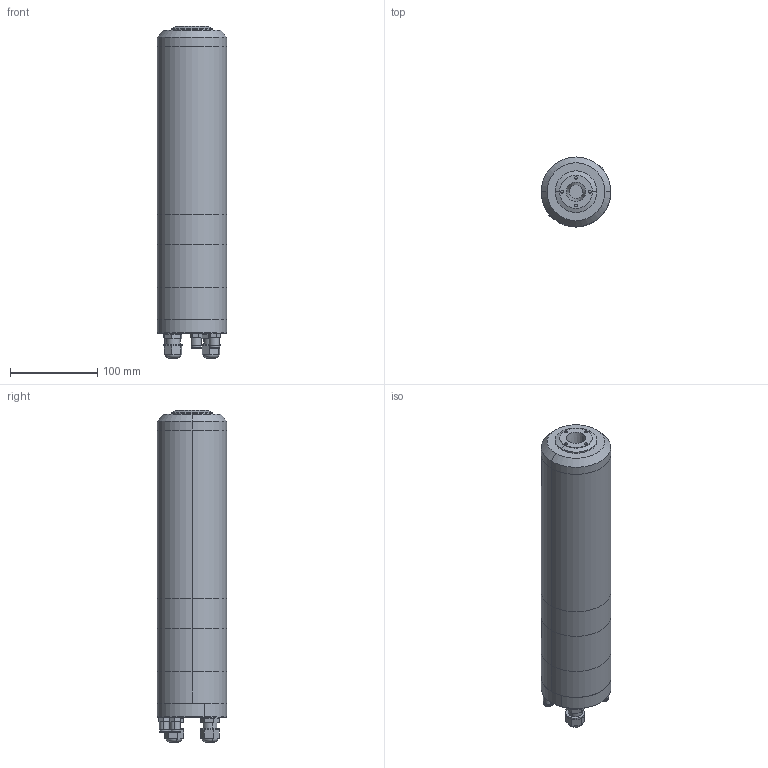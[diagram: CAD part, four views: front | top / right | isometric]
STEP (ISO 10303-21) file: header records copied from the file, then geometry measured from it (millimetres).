
FILE_DESCRIPTION (( 'STEP AP214' ), '1' );
FILE_NAME ('GDL80-20-24Z-1.5.STEP', '2021-05-21T05:17:59', ( '萇齟' ), ( '' ), 'SwSTEP 2.0', 'SolidWorks 2018', '' );
FILE_SCHEMA (( 'AUTOMOTIVE_DESIGN' ));
Length unit declared in the file: millimetre
Products named in the file (9): 橾80儂褲193.5; 橾80ァ詰1; 橾80ァ詰3; 籵蚚M10ァ郲; 橾80ヶ蹟譫; 陓瘍羲壽M12; GDL80-20-24Z-1.5; 橾80ァ詰2; 橾80ァ詰4
Assembly tree (11 placements, depth 2):
  GDL80-20-24Z-1.5
    橾80儂褲193.5
    橾80ヶ蹟譫
    橾80ァ詰1
    橾80ァ詰2
    橾80ァ詰3
    橾80ァ詰4
    陓瘍羲壽M12  x2
    籵蚚M10ァ郲  x3
Bounding box: 80 x 80 x 381.5 mm (x, y, z)
Volume: 1751886 mm3; surface area: 165388.8 mm2
Topology: 11 solids, 11 shells, 249 faces, 538 edges, 348 vertices
Faces by surface type: plane 125, cylinder 112, cone 8, torus 4
Entity records: 4930 total; most frequent: DIRECTION 888, CARTESIAN_POINT 746, ORIENTED_EDGE 692, AXIS2_PLACEMENT_3D 366, EDGE_CURVE 346, VERTEX_POINT 224, EDGE_LOOP 210, CIRCLE 190
